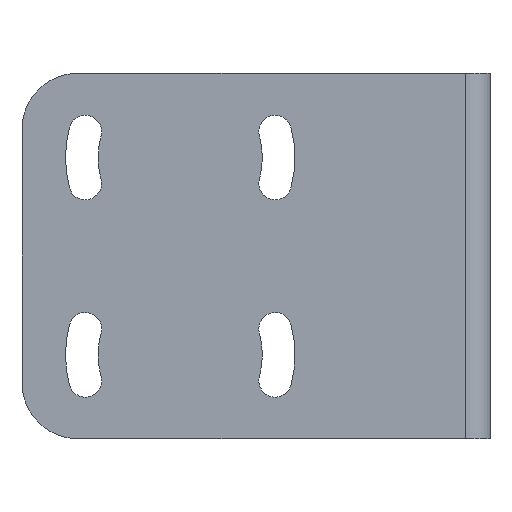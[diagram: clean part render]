
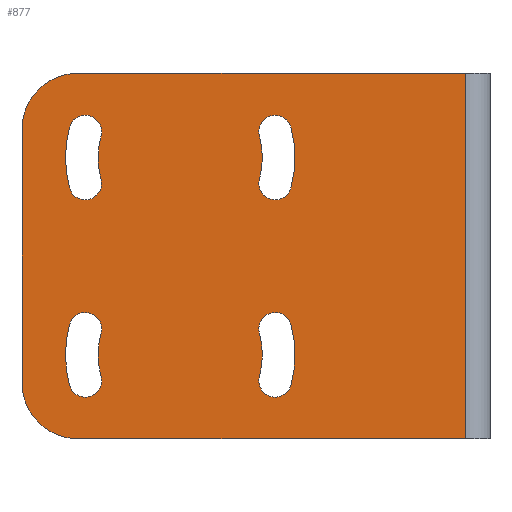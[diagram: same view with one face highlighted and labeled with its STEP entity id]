
A CAD part, left-side view. The second image highlights one B-rep face of the part: STEP entity #877.
In plain terms, the highlighted planar face has unit normal (-1, 0, 0).
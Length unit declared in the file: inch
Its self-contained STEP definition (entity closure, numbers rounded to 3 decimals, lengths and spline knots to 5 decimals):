
#23=DIRECTION('',(0.,1.,0.));
#24=VECTOR('',#23,1.044);
#25=CARTESIAN_POINT('',(0.,0.066,0.));
#26=LINE('',#25,#24);
#31=CARTESIAN_POINT('',(0.,1.11,-0.15));
#32=DIRECTION('',(-1.,0.,0.));
#33=DIRECTION('',(0.,0.,1.));
#34=AXIS2_PLACEMENT_3D('',#31,#32,#33);
#45=DIRECTION('',(0.,0.,-1.));
#46=VECTOR('',#45,0.984);
#47=CARTESIAN_POINT('',(0.,0.066,0.));
#48=LINE('',#47,#46);
#49=CARTESIAN_POINT('',(0.,1.08959,-0.297));
#50=DIRECTION('',(1.,0.,0.));
#51=DIRECTION('',(0.,-0.964,0.264));
#52=AXIS2_PLACEMENT_3D('',#49,#50,#51);
#54=CARTESIAN_POINT('',(0.,0.834,-0.227));
#55=DIRECTION('',(1.,0.,0.));
#56=DIRECTION('',(0.,0.964,-0.264));
#57=AXIS2_PLACEMENT_3D('',#54,#55,#56);
#59=CARTESIAN_POINT('',(0.,1.08959,-0.157));
#60=DIRECTION('',(1.,0.,0.));
#61=DIRECTION('',(0.,0.964,0.264));
#62=AXIS2_PLACEMENT_3D('',#59,#60,#61);
#64=CARTESIAN_POINT('',(0.,0.834,-0.227));
#65=DIRECTION('',(1.,0.,0.));
#66=DIRECTION('',(0.,0.964,-0.264));
#67=AXIS2_PLACEMENT_3D('',#64,#65,#66);
#69=CARTESIAN_POINT('',(0.,0.834,-0.227));
#70=DIRECTION('',(1.,0.,0.));
#71=DIRECTION('',(0.,-0.964,0.264));
#72=AXIS2_PLACEMENT_3D('',#69,#70,#71);
#74=CARTESIAN_POINT('',(0.,0.57841,-0.157));
#75=DIRECTION('',(1.,0.,0.));
#76=DIRECTION('',(0.,0.964,-0.264));
#77=AXIS2_PLACEMENT_3D('',#74,#75,#76);
#79=CARTESIAN_POINT('',(0.,0.834,-0.227));
#80=DIRECTION('',(1.,0.,0.));
#81=DIRECTION('',(0.,-0.964,0.264));
#82=AXIS2_PLACEMENT_3D('',#79,#80,#81);
#84=CARTESIAN_POINT('',(0.,0.57841,-0.297));
#85=DIRECTION('',(1.,0.,0.));
#86=DIRECTION('',(0.,-0.964,-0.264));
#87=AXIS2_PLACEMENT_3D('',#84,#85,#86);
#89=CARTESIAN_POINT('',(0.,1.08959,-0.828));
#90=DIRECTION('',(1.,0.,0.));
#91=DIRECTION('',(0.,-0.964,0.264));
#92=AXIS2_PLACEMENT_3D('',#89,#90,#91);
#94=CARTESIAN_POINT('',(0.,0.834,-0.758));
#95=DIRECTION('',(1.,0.,0.));
#96=DIRECTION('',(0.,0.964,-0.264));
#97=AXIS2_PLACEMENT_3D('',#94,#95,#96);
#99=CARTESIAN_POINT('',(0.,1.08959,-0.688));
#100=DIRECTION('',(1.,0.,0.));
#101=DIRECTION('',(0.,0.964,0.264));
#102=AXIS2_PLACEMENT_3D('',#99,#100,#101);
#104=CARTESIAN_POINT('',(0.,0.834,-0.758));
#105=DIRECTION('',(1.,0.,0.));
#106=DIRECTION('',(0.,0.964,-0.264));
#107=AXIS2_PLACEMENT_3D('',#104,#105,#106);
#109=CARTESIAN_POINT('',(0.,0.834,-0.758));
#110=DIRECTION('',(1.,0.,0.));
#111=DIRECTION('',(0.,-0.964,0.264));
#112=AXIS2_PLACEMENT_3D('',#109,#110,#111);
#114=CARTESIAN_POINT('',(0.,0.57841,-0.688));
#115=DIRECTION('',(1.,0.,0.));
#116=DIRECTION('',(0.,0.964,-0.264));
#117=AXIS2_PLACEMENT_3D('',#114,#115,#116);
#119=CARTESIAN_POINT('',(0.,0.834,-0.758));
#120=DIRECTION('',(1.,0.,0.));
#121=DIRECTION('',(0.,-0.964,0.264));
#122=AXIS2_PLACEMENT_3D('',#119,#120,#121);
#124=CARTESIAN_POINT('',(0.,0.57841,-0.828));
#125=DIRECTION('',(1.,0.,0.));
#126=DIRECTION('',(0.,-0.964,-0.264));
#127=AXIS2_PLACEMENT_3D('',#124,#125,#126);
#142=CARTESIAN_POINT('',(0.,1.11,-0.834));
#143=DIRECTION('',(-1.,0.,0.));
#144=DIRECTION('',(0.,1.,0.));
#145=AXIS2_PLACEMENT_3D('',#142,#143,#144);
#160=DIRECTION('',(0.,1.,0.));
#161=VECTOR('',#160,1.044);
#162=CARTESIAN_POINT('',(0.,0.066,-0.984));
#163=LINE('',#162,#161);
#473=DIRECTION('',(0.,0.,-1.));
#474=VECTOR('',#473,0.684);
#475=CARTESIAN_POINT('',(0.,1.26,-0.15));
#476=LINE('',#475,#474);
#610=CARTESIAN_POINT('',(0.,0.066,0.));
#612=VERTEX_POINT('',#610);
#618=CARTESIAN_POINT('',(0.,0.066,-0.984));
#620=VERTEX_POINT('',#618);
#661=CARTESIAN_POINT('',(0.,1.11,-0.984));
#663=VERTEX_POINT('',#661);
#667=CARTESIAN_POINT('',(0.,1.26,-0.834));
#668=VERTEX_POINT('',#667);
#670=CARTESIAN_POINT('',(0.,1.11,0.));
#672=VERTEX_POINT('',#670);
#673=CARTESIAN_POINT('',(0.,1.26,-0.15));
#674=VERTEX_POINT('',#673);
#717=CARTESIAN_POINT('',(0.,1.04715,-0.28538));
#718=CARTESIAN_POINT('',(0.,1.13202,-0.30862));
#719=VERTEX_POINT('',#717);
#720=VERTEX_POINT('',#718);
#721=CARTESIAN_POINT('',(0.,1.13202,-0.14538));
#722=VERTEX_POINT('',#721);
#723=CARTESIAN_POINT('',(0.,1.04715,-0.16862));
#724=VERTEX_POINT('',#723);
#725=CARTESIAN_POINT('',(0.,0.53598,-0.14538));
#726=CARTESIAN_POINT('',(0.,0.53598,-0.30862));
#727=VERTEX_POINT('',#725);
#728=VERTEX_POINT('',#726);
#729=CARTESIAN_POINT('',(0.,0.62085,-0.28538));
#730=VERTEX_POINT('',#729);
#731=CARTESIAN_POINT('',(0.,0.62085,-0.16862));
#732=VERTEX_POINT('',#731);
#749=CARTESIAN_POINT('',(0.,1.04715,-0.81638));
#750=CARTESIAN_POINT('',(0.,1.13202,-0.83962));
#751=VERTEX_POINT('',#749);
#752=VERTEX_POINT('',#750);
#753=CARTESIAN_POINT('',(0.,1.13202,-0.67638));
#754=VERTEX_POINT('',#753);
#755=CARTESIAN_POINT('',(0.,1.04715,-0.69962));
#756=VERTEX_POINT('',#755);
#757=CARTESIAN_POINT('',(0.,0.53598,-0.67638));
#758=CARTESIAN_POINT('',(0.,0.53598,-0.83962));
#759=VERTEX_POINT('',#757);
#760=VERTEX_POINT('',#758);
#761=CARTESIAN_POINT('',(0.,0.62085,-0.81638));
#762=VERTEX_POINT('',#761);
#763=CARTESIAN_POINT('',(0.,0.62085,-0.69962));
#764=VERTEX_POINT('',#763);
#820=CARTESIAN_POINT('',(0.,0.066,0.));
#821=DIRECTION('',(-1.,0.,0.));
#822=DIRECTION('',(0.,1.,0.));
#823=AXIS2_PLACEMENT_3D('',#820,#821,#822);
#824=PLANE('',#823);
#826=ORIENTED_EDGE('',*,*,#825,.F.);
#828=ORIENTED_EDGE('',*,*,#827,.F.);
#829=ORIENTED_EDGE('',*,*,#811,.F.);
#830=ORIENTED_EDGE('',*,*,#800,.F.);
#832=ORIENTED_EDGE('',*,*,#831,.T.);
#834=ORIENTED_EDGE('',*,*,#833,.T.);
#835=EDGE_LOOP('',(#826,#828,#829,#830,#832,#834));
#836=FACE_OUTER_BOUND('',#835,.F.);
#838=ORIENTED_EDGE('',*,*,#837,.F.);
#840=ORIENTED_EDGE('',*,*,#839,.T.);
#842=ORIENTED_EDGE('',*,*,#841,.F.);
#844=ORIENTED_EDGE('',*,*,#843,.F.);
#845=EDGE_LOOP('',(#838,#840,#842,#844));
#846=FACE_BOUND('',#845,.F.);
#848=ORIENTED_EDGE('',*,*,#847,.F.);
#850=ORIENTED_EDGE('',*,*,#849,.F.);
#852=ORIENTED_EDGE('',*,*,#851,.T.);
#854=ORIENTED_EDGE('',*,*,#853,.F.);
#855=EDGE_LOOP('',(#848,#850,#852,#854));
#856=FACE_BOUND('',#855,.F.);
#858=ORIENTED_EDGE('',*,*,#857,.F.);
#860=ORIENTED_EDGE('',*,*,#859,.T.);
#862=ORIENTED_EDGE('',*,*,#861,.F.);
#864=ORIENTED_EDGE('',*,*,#863,.F.);
#865=EDGE_LOOP('',(#858,#860,#862,#864));
#866=FACE_BOUND('',#865,.F.);
#868=ORIENTED_EDGE('',*,*,#867,.F.);
#870=ORIENTED_EDGE('',*,*,#869,.F.);
#872=ORIENTED_EDGE('',*,*,#871,.T.);
#874=ORIENTED_EDGE('',*,*,#873,.F.);
#875=EDGE_LOOP('',(#868,#870,#872,#874));
#876=FACE_BOUND('',#875,.F.);
#877=ADVANCED_FACE('',(#836,#846,#856,#866,#876),#824,.T.);
#35=CIRCLE('',#34,0.15);
#53=CIRCLE('',#52,0.044);
#58=CIRCLE('',#57,0.221);
#63=CIRCLE('',#62,0.044);
#68=CIRCLE('',#67,0.309);
#73=CIRCLE('',#72,0.309);
#78=CIRCLE('',#77,0.044);
#83=CIRCLE('',#82,0.221);
#88=CIRCLE('',#87,0.044);
#93=CIRCLE('',#92,0.044);
#98=CIRCLE('',#97,0.221);
#103=CIRCLE('',#102,0.044);
#108=CIRCLE('',#107,0.309);
#113=CIRCLE('',#112,0.309);
#118=CIRCLE('',#117,0.044);
#123=CIRCLE('',#122,0.221);
#128=CIRCLE('',#127,0.044);
#146=CIRCLE('',#145,0.15);
#800=EDGE_CURVE('',#612,#672,#26,.T.);
#811=EDGE_CURVE('',#672,#674,#35,.T.);
#825=EDGE_CURVE('',#668,#663,#146,.T.);
#827=EDGE_CURVE('',#674,#668,#476,.T.);
#831=EDGE_CURVE('',#612,#620,#48,.T.);
#833=EDGE_CURVE('',#620,#663,#163,.T.);
#837=EDGE_CURVE('',#719,#720,#53,.T.);
#839=EDGE_CURVE('',#719,#724,#58,.T.);
#841=EDGE_CURVE('',#722,#724,#63,.T.);
#843=EDGE_CURVE('',#720,#722,#68,.T.);
#847=EDGE_CURVE('',#727,#728,#73,.T.);
#849=EDGE_CURVE('',#732,#727,#78,.T.);
#851=EDGE_CURVE('',#732,#730,#83,.T.);
#853=EDGE_CURVE('',#728,#730,#88,.T.);
#857=EDGE_CURVE('',#751,#752,#93,.T.);
#859=EDGE_CURVE('',#751,#756,#98,.T.);
#861=EDGE_CURVE('',#754,#756,#103,.T.);
#863=EDGE_CURVE('',#752,#754,#108,.T.);
#867=EDGE_CURVE('',#759,#760,#113,.T.);
#869=EDGE_CURVE('',#764,#759,#118,.T.);
#871=EDGE_CURVE('',#764,#762,#123,.T.);
#873=EDGE_CURVE('',#760,#762,#128,.T.);
